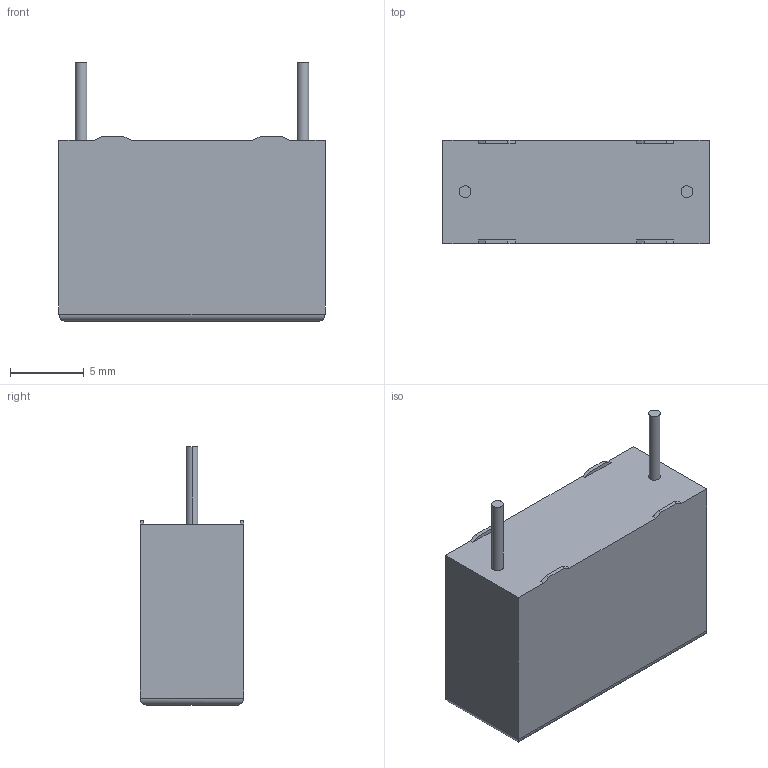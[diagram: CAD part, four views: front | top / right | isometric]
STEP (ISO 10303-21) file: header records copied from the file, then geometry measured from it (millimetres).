
FILE_DESCRIPTION (( 'STEP AP214' ), '1' );
FILE_NAME ('B81123C1222M.STEP', '2023-09-21T11:09:55', ( '' ), ( '' ), 'SwSTEP 2.0', 'SolidWorks 2021', '' );
FILE_SCHEMA (( 'AUTOMOTIVE_DESIGN' ));
Length unit declared in the file: millimetre
Products named in the file (1): B81123C1222M
Bounding box: 18 x 7 x 17.5 mm (x, y, z)
Volume: 1546.6 mm3; surface area: 886.1 mm2
Topology: 3 solids, 3 shells, 34 faces, 80 edges, 52 vertices
Faces by surface type: plane 26, cylinder 8
Entity records: 1100 total; most frequent: CARTESIAN_POINT 179, ORIENTED_EDGE 160, DIRECTION 154, EDGE_CURVE 80, LINE 68, VECTOR 68, VERTEX_POINT 52, AXIS2_PLACEMENT_3D 43
